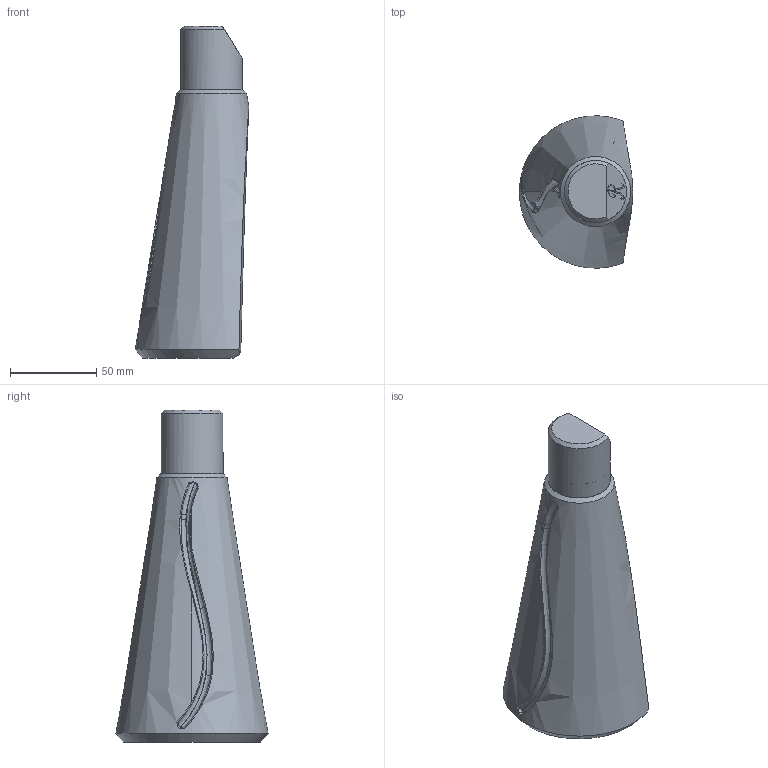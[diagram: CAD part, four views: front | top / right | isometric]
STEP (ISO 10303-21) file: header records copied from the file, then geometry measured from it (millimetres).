
FILE_DESCRIPTION(('FreeCAD Model'),'2;1');
FILE_NAME('Open CASCADE Shape Model','2025-04-25T16:11:20',('FreeCAD'),( 'FreeCAD'),'Open CASCADE STEP processor 7.6','FreeCAD','Unknown');
FILE_SCHEMA(('AUTOMOTIVE_DESIGN { 1 0 10303 214 1 1 1 1 }'));
Length unit declared in the file: millimetre
Products named in the file (1): Open CASCADE STEP translator 7.6 1
Bounding box: 65.8 x 88.32 x 192.5 mm (x, y, z)
Volume: 53151.3 mm3; surface area: 81780.1 mm2
Topology: 3 solids, 3 shells, 219 faces, 595 edges, 392 vertices
Faces by surface type: plane 153, bspline 36, cone 16, cylinder 11, torus 3
Full cylindrical faces by diameter (mm): 0.577 x1, 3.435 x1, 7.257 x1, 16.673 x1, 34 x1, 35.05 x1, 36 x1
Entity records: 8897 total; most frequent: CARTESIAN_POINT 4014, ORIENTED_EDGE 1190, DIRECTION 739, EDGE_CURVE 595, VERTEX_POINT 392, B_SPLINE_CURVE_WITH_KNOTS 287, AXIS2_PLACEMENT_3D 250, LINE 239
